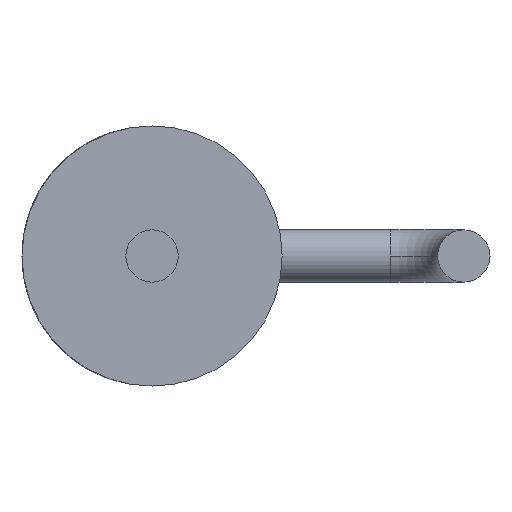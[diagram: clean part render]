
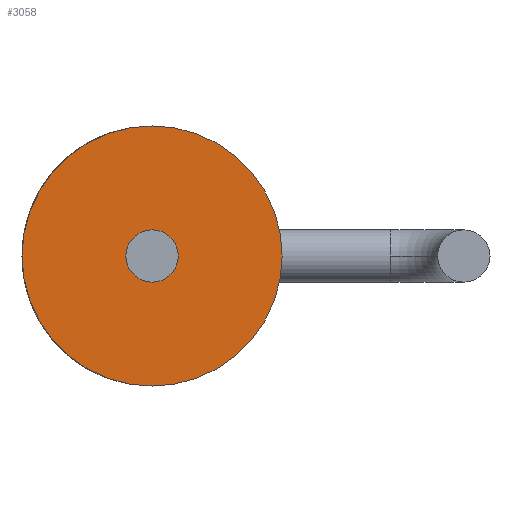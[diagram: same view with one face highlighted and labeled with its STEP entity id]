
A CAD part, front view. The second image highlights one B-rep face of the part: STEP entity #3058.
In plain terms, the highlighted planar face has unit normal (0, -1, 0).
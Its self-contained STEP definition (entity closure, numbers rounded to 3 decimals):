
#96 = ORIENTED_EDGE ( 'NONE', *, *, #3060, .F. ) ;
#211 = AXIS2_PLACEMENT_3D ( 'NONE', #1545, #1092, #4788 ) ;
#636 = AXIS2_PLACEMENT_3D ( 'NONE', #929, #2538, #4139 ) ;
#859 = DIRECTION ( 'NONE',  ( 0., 0., 1. ) ) ;
#887 = EDGE_CURVE ( 'NONE', #911, #4116, #3713, .T. ) ;
#911 = VERTEX_POINT ( 'NONE', #987 ) ;
#929 = CARTESIAN_POINT ( 'NONE',  ( 0., 2., 0. ) ) ;
#987 = CARTESIAN_POINT ( 'NONE',  ( -0.533, 2., 0. ) ) ;
#1092 = DIRECTION ( 'NONE',  ( 0., 1., 0. ) ) ;
#1128 = CARTESIAN_POINT ( 'NONE',  ( 0., 2., -2.65 ) ) ;
#1194 = EDGE_CURVE ( 'NONE', #4116, #911, #2469, .T. ) ;
#1327 = PLANE ( 'NONE',  #3143 ) ;
#1434 = CARTESIAN_POINT ( 'NONE',  ( 0., 2., 2.65 ) ) ;
#1443 = DIRECTION ( 'NONE',  ( 0., 0., 1. ) ) ;
#1545 = CARTESIAN_POINT ( 'NONE',  ( 0., 2., 0. ) ) ;
#1729 = ORIENTED_EDGE ( 'NONE', *, *, #1194, .F. ) ;
#1782 = AXIS2_PLACEMENT_3D ( 'NONE', #3214, #2848, #859 ) ;
#2297 = AXIS2_PLACEMENT_3D ( 'NONE', #4611, #2594, #1443 ) ;
#2469 = CIRCLE ( 'NONE', #1782, 0.533 ) ;
#2538 = DIRECTION ( 'NONE',  ( 0., 1., 0. ) ) ;
#2594 = DIRECTION ( 'NONE',  ( 0., -1., 0. ) ) ;
#2848 = DIRECTION ( 'NONE',  ( 0., -1., 0. ) ) ;
#2851 = CARTESIAN_POINT ( 'NONE',  ( 0., 2., 0. ) ) ;
#2878 = FACE_OUTER_BOUND ( 'NONE', #4080, .T. ) ;
#2895 = CIRCLE ( 'NONE', #636, 2.65 ) ;
#2926 = DIRECTION ( 'NONE',  ( 0., 1., 0. ) ) ;
#3017 = EDGE_CURVE ( 'NONE', #3952, #3138, #3570, .T. ) ;
#3058 = ADVANCED_FACE ( 'NONE', ( #4891, #2878 ), #1327, .F. ) ;
#3060 = EDGE_CURVE ( 'NONE', #3138, #3952, #2895, .T. ) ;
#3138 = VERTEX_POINT ( 'NONE', #1434 ) ;
#3143 = AXIS2_PLACEMENT_3D ( 'NONE', #2851, #2926, #4532 ) ;
#3214 = CARTESIAN_POINT ( 'NONE',  ( 0., 2., 0. ) ) ;
#3251 = EDGE_LOOP ( 'NONE', ( #1729, #3513 ) ) ;
#3513 = ORIENTED_EDGE ( 'NONE', *, *, #887, .F. ) ;
#3570 = CIRCLE ( 'NONE', #211, 2.65 ) ;
#3713 = CIRCLE ( 'NONE', #2297, 0.533 ) ;
#3952 = VERTEX_POINT ( 'NONE', #1128 ) ;
#4080 = EDGE_LOOP ( 'NONE', ( #5125, #96 ) ) ;
#4116 = VERTEX_POINT ( 'NONE', #4854 ) ;
#4139 = DIRECTION ( 'NONE',  ( 0., 0., 1. ) ) ;
#4532 = DIRECTION ( 'NONE',  ( 0., 0., 1. ) ) ;
#4611 = CARTESIAN_POINT ( 'NONE',  ( 0., 2., 0. ) ) ;
#4788 = DIRECTION ( 'NONE',  ( 0., 0., 1. ) ) ;
#4854 = CARTESIAN_POINT ( 'NONE',  ( 0.534, 2., 0. ) ) ;
#4891 = FACE_BOUND ( 'NONE', #3251, .T. ) ;
#5125 = ORIENTED_EDGE ( 'NONE', *, *, #3017, .F. ) ;
